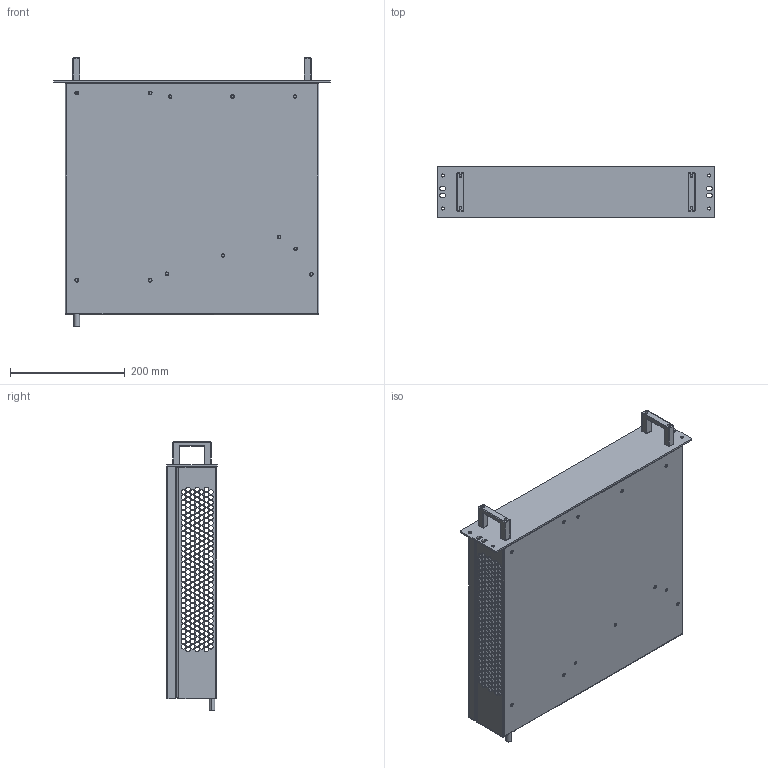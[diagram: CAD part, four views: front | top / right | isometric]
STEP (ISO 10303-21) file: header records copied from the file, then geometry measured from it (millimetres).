
FILE_DESCRIPTION((''),'2;1');
FILE_NAME('RK2192_ASSEMBLY_ASM_ASM','2015-11-16T',('briang'),(''),'CREO PARAMETRIC BY PTC INC, 2014500','CREO PARAMETRIC BY PTC INC, 2014500','');
FILE_SCHEMA(('CONFIG_CONTROL_DESIGN'));
Products named in the file (7): RK2192_CABINET_MANUF_1; RK-2192_FRONT_PANEL_MANUF_1; RK-2192_COVER_MANUF_1; RK-2192_DRAIN_PIPE_1; HANDLE_2HE_1; RK2192_ASSEMBLY_ASM_1_ASM; RK2192_ASSEMBLY_ASM_ASM
Assembly tree (7 placements, depth 3):
  RK2192_ASSEMBLY_ASM_ASM
    RK2192_ASSEMBLY_ASM_1_ASM
      RK2192_CABINET_MANUF_1
      RK-2192_FRONT_PANEL_MANUF_1
      RK-2192_COVER_MANUF_1
      RK-2192_DRAIN_PIPE_1
      HANDLE_2HE_1  x2
Bounding box: 483 x 88.1 x 468 mm (x, y, z)
Volume: 639777.4 mm3; surface area: 1093244.3 mm2
Topology: 6 solids, 6 shells, 1880 faces, 5223 edges, 3345 vertices
Faces by surface type: cylinder 1421, plane 295, bspline 100, cone 40, sphere 24
Entity records: 67869 total; most frequent: CARTESIAN_POINT 16532, DIRECTION 11074, ORIENTED_EDGE 10218, EDGE_CURVE 5109, AXIS2_PLACEMENT_3D 4464, VERTEX_POINT 3293, EDGE_LOOP 3088, CIRCLE 2712
